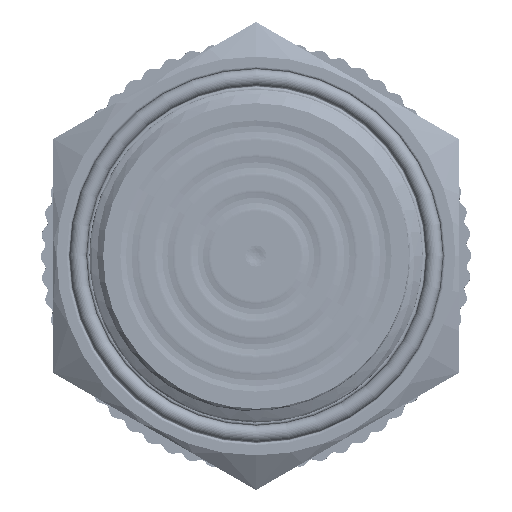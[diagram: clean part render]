
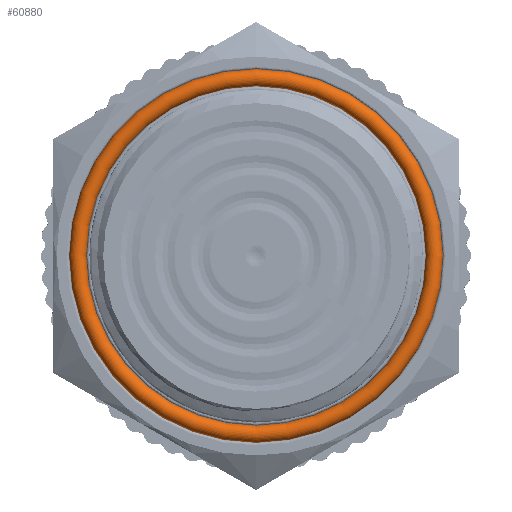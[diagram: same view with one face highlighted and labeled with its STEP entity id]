
A CAD part, left-side view. The second image highlights one B-rep face of the part: STEP entity #60880.
In plain terms, the highlighted toroidal (fillet/blend) face has major radius 14.075 mm and minor radius 0.675 mm.
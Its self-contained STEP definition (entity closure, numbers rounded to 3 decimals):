
#4066=TOROIDAL_SURFACE('',#68800,14.075,0.675);
#11704=FACE_OUTER_BOUND('',#15786,.T.);
#15786=EDGE_LOOP('',(#56596,#56597,#56598,#56599));
#16597=CIRCLE('',#68801,0.675);
#16598=CIRCLE('',#68802,13.4);
#29008=VERTEX_POINT('',#145758);
#38204=EDGE_CURVE('',#29008,#29008,#16597,.T.);
#38205=EDGE_CURVE('',#29008,#29008,#16598,.T.);
#56596=ORIENTED_EDGE('',*,*,#38204,.F.);
#56597=ORIENTED_EDGE('',*,*,#38205,.T.);
#56598=ORIENTED_EDGE('',*,*,#38204,.T.);
#56599=ORIENTED_EDGE('',*,*,#38205,.F.);
#60880=ADVANCED_FACE('',(#11704),#4066,.T.);
#68800=AXIS2_PLACEMENT_3D('',#145757,#87016,#87017);
#68801=AXIS2_PLACEMENT_3D('',#145759,#87018,#87019);
#68802=AXIS2_PLACEMENT_3D('',#145760,#87020,#87021);
#87016=DIRECTION('center_axis',(1.,0.,0.));
#87017=DIRECTION('ref_axis',(0.,0.,-1.));
#87018=DIRECTION('center_axis',(0.,-1.,0.));
#87019=DIRECTION('ref_axis',(0.,0.,1.));
#87020=DIRECTION('center_axis',(-1.,0.,0.));
#87021=DIRECTION('ref_axis',(0.,0.,-1.));
#145757=CARTESIAN_POINT('Origin',(17.2,0.,0.));
#145758=CARTESIAN_POINT('',(17.2,0.,13.4));
#145759=CARTESIAN_POINT('Origin',(17.2,0.,14.075));
#145760=CARTESIAN_POINT('Origin',(17.2,0.,0.));
